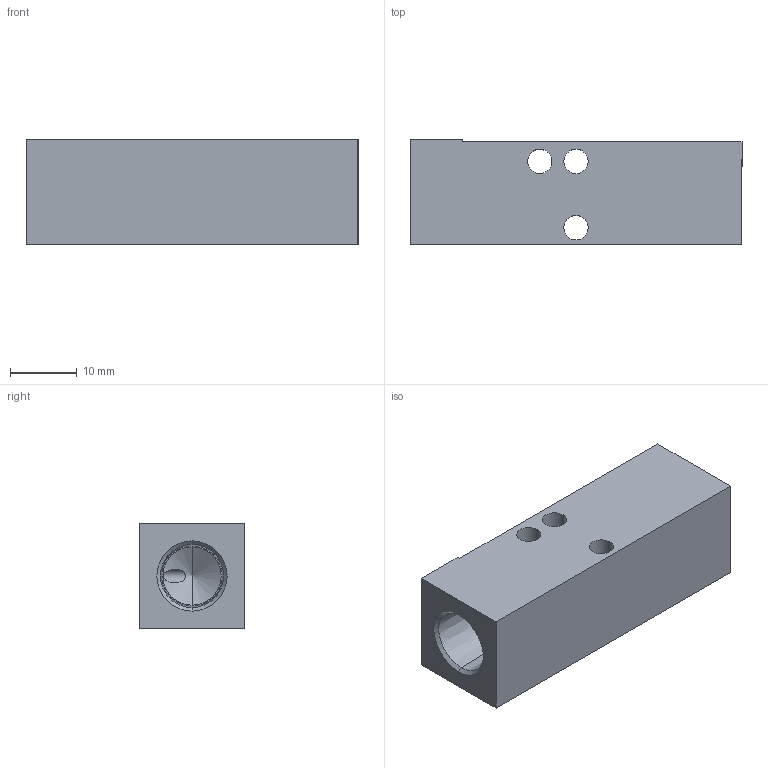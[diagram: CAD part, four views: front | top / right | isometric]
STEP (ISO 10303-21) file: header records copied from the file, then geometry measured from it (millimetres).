
FILE_DESCRIPTION (( 'STEP AP214' ), '1' );
FILE_NAME ('GM-321-18N.step', '2018-10-25T18:22:37', ( '' ), ( '' ), 'SwSTEP 2.0', 'SolidWorks 2018', '' );
FILE_SCHEMA (( 'AUTOMOTIVE_DESIGN' ));
Length unit declared in the file: inch
Products named in the file (1): GM-321-18N
Bounding box: 49.83 x 15.88 x 15.88 mm (x, y, z)
Volume: 9431.9 mm3; surface area: 5320.6 mm2
Topology: 1 solids, 1 shells, 56 faces, 137 edges, 80 vertices
Faces by surface type: cone 23, cylinder 23, plane 10
Entity records: 1907 total; most frequent: CARTESIAN_POINT 440, DIRECTION 289, ORIENTED_EDGE 258, EDGE_CURVE 129, AXIS2_PLACEMENT_3D 113, VERTEX_POINT 80, EDGE_LOOP 73, LINE 63
